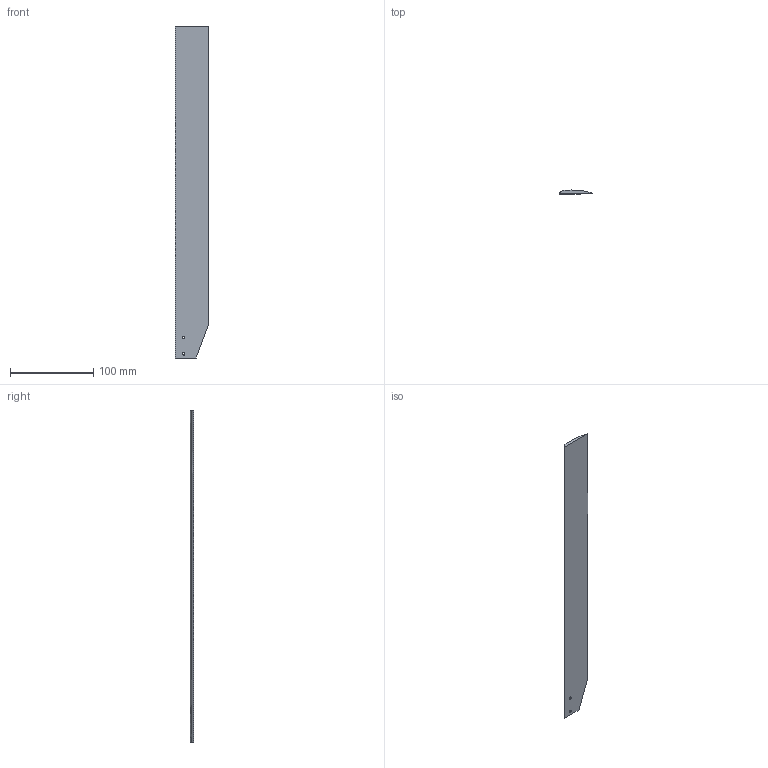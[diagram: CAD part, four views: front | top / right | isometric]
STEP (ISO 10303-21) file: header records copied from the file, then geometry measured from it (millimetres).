
FILE_DESCRIPTION(('HOOPS Exchange Step'),'2;1');
FILE_NAME('9f8864d68512c28c364dabc72f17507720210830-1-7nftpt.SLDPRT.step','2021-08-30T17:01:20+00:00',('root'),('Unknown organisation'),'HOOPS Exchange 2021.0','HOOPS Exchange','Unknown authorisation');
FILE_SCHEMA( ('AUTOMOTIVE_DESIGN { 1 0 10303 214 1 1 1 1 }') );
Length unit declared in the file: millimetre
Products named in the file (2): Predeterminado; 9f8864d68512c28c364dabc72f17507720210830-1-7nftpt
Assembly tree (1 placements, depth 2):
  9f8864d68512c28c364dabc72f17507720210830-1-7nftpt
    Predeterminado
Bounding box: 40 x 4.16 x 400 mm (x, y, z)
Volume: 48952 mm3; surface area: 32523.4 mm2
Topology: 1 solids, 1 shells, 7 faces, 15 edges, 10 vertices
Faces by surface type: plane 4, cylinder 2, extrusion 1
Full cylindrical faces by diameter (mm): 3 x2
Entity records: 440 total; most frequent: CARTESIAN_POINT 239, DIRECTION 31, ORIENTED_EDGE 30, EDGE_CURVE 15, AXIS2_PLACEMENT_3D 11, EDGE_LOOP 11, FACE_BOUND 11, VERTEX_POINT 10
